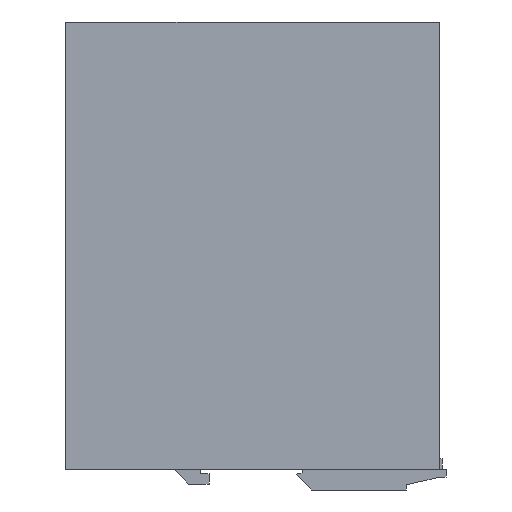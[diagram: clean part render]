
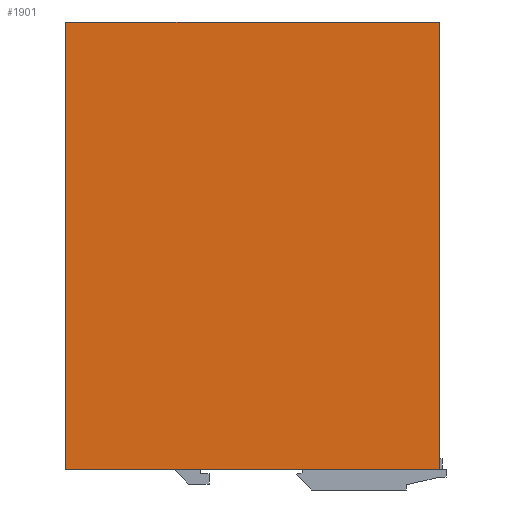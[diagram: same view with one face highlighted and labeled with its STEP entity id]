
A CAD part, left-side view. The second image highlights one B-rep face of the part: STEP entity #1901.
In plain terms, the highlighted planar face has unit normal (-1, 0, 0).
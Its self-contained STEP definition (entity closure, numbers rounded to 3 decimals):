
#531 = CARTESIAN_POINT ( 'NONE',  ( -27.5, 63.5, -152.1 ) ) ;
#1489 = LINE ( 'NONE', #21715, #19103 ) ;
#1898 = DIRECTION ( 'NONE',  ( 0., 1., 0. ) ) ;
#1901 = ADVANCED_FACE ( 'NONE', ( #4957 ), #12514, .F. ) ;
#2773 = DIRECTION ( 'NONE',  ( 0., 0., 1. ) ) ;
#2857 = VERTEX_POINT ( 'NONE', #531 ) ;
#3236 = EDGE_LOOP ( 'NONE', ( #13593, #4931, #5926, #17591 ) ) ;
#3967 = DIRECTION ( 'NONE',  ( 0., 0., -1. ) ) ;
#4326 = LINE ( 'NONE', #21496, #14893 ) ;
#4652 = DIRECTION ( 'NONE',  ( 0., 1., 0. ) ) ;
#4931 = ORIENTED_EDGE ( 'NONE', *, *, #16929, .T. ) ;
#4957 = FACE_OUTER_BOUND ( 'NONE', #3236, .T. ) ;
#5139 = VERTEX_POINT ( 'NONE', #14085 ) ;
#5859 = DIRECTION ( 'NONE',  ( 0., 0., -1. ) ) ;
#5926 = ORIENTED_EDGE ( 'NONE', *, *, #6488, .T. ) ;
#6488 = EDGE_CURVE ( 'NONE', #5139, #12480, #18663, .T. ) ;
#7671 = CARTESIAN_POINT ( 'NONE',  ( -27.5, 63.5, 0. ) ) ;
#8107 = VECTOR ( 'NONE', #1898, 1000. ) ;
#11655 = CARTESIAN_POINT ( 'NONE',  ( -27.5, 63.5, 0. ) ) ;
#11656 = EDGE_CURVE ( 'NONE', #12480, #2857, #17560, .T. ) ;
#12480 = VERTEX_POINT ( 'NONE', #11655 ) ;
#12514 = PLANE ( 'NONE',  #22304 ) ;
#13593 = ORIENTED_EDGE ( 'NONE', *, *, #13685, .F. ) ;
#13685 = EDGE_CURVE ( 'NONE', #13864, #2857, #1489, .T. ) ;
#13864 = VERTEX_POINT ( 'NONE', #18712 ) ;
#14085 = CARTESIAN_POINT ( 'NONE',  ( -27.5, -63.5, 0. ) ) ;
#14893 = VECTOR ( 'NONE', #2773, 1000. ) ;
#15965 = CARTESIAN_POINT ( 'NONE',  ( -27.5, 0., 0. ) ) ;
#15987 = CARTESIAN_POINT ( 'NONE',  ( -27.5, 0., 0. ) ) ;
#16929 = EDGE_CURVE ( 'NONE', #13864, #5139, #4326, .T. ) ;
#17560 = LINE ( 'NONE', #7671, #22197 ) ;
#17591 = ORIENTED_EDGE ( 'NONE', *, *, #11656, .T. ) ;
#17889 = DIRECTION ( 'NONE',  ( 1., 0., 0. ) ) ;
#18663 = LINE ( 'NONE', #15965, #8107 ) ;
#18712 = CARTESIAN_POINT ( 'NONE',  ( -27.5, -63.5, -152.1 ) ) ;
#19103 = VECTOR ( 'NONE', #4652, 1000. ) ;
#21496 = CARTESIAN_POINT ( 'NONE',  ( -27.5, -63.5, 0. ) ) ;
#21715 = CARTESIAN_POINT ( 'NONE',  ( -27.5, 0., -152.1 ) ) ;
#22197 = VECTOR ( 'NONE', #5859, 1000. ) ;
#22304 = AXIS2_PLACEMENT_3D ( 'NONE', #15987, #17889, #3967 ) ;
